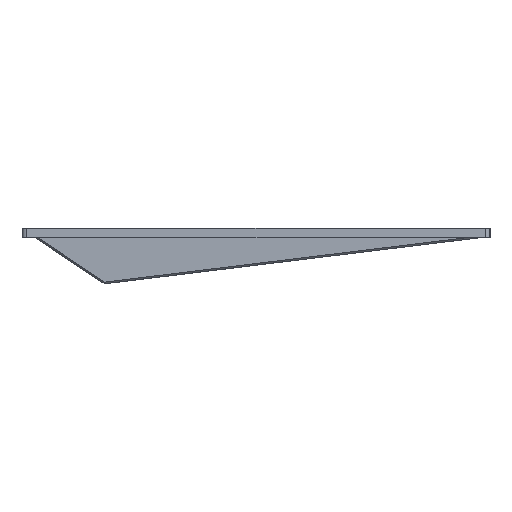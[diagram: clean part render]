
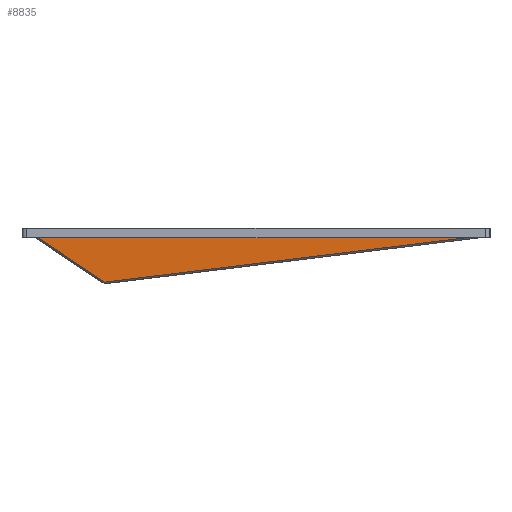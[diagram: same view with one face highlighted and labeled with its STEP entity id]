
A CAD part, left-side view. The second image highlights one B-rep face of the part: STEP entity #8835.
In plain terms, the highlighted planar face has unit normal (-1, 0, 0).
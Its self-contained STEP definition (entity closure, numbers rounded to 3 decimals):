
#695=PLANE('',#9190);
#1118=FACE_OUTER_BOUND('',#1615,.T.);
#1615=EDGE_LOOP('',(#7535,#7536,#7537));
#2361=LINE('',#16003,#3211);
#2365=LINE('',#16010,#3215);
#2374=LINE('',#16027,#3224);
#3211=VECTOR('',#10273,10.);
#3215=VECTOR('',#10279,10.);
#3224=VECTOR('',#10296,10.);
#4317=VERTEX_POINT('',#15996);
#4319=VERTEX_POINT('',#16001);
#4320=VERTEX_POINT('',#16006);
#5449=EDGE_CURVE('',#4319,#4317,#2361,.T.);
#5453=EDGE_CURVE('',#4317,#4320,#2365,.T.);
#5462=EDGE_CURVE('',#4319,#4320,#2374,.T.);
#7535=ORIENTED_EDGE('',*,*,#5453,.F.);
#7536=ORIENTED_EDGE('',*,*,#5449,.F.);
#7537=ORIENTED_EDGE('',*,*,#5462,.T.);
#8835=ADVANCED_FACE('',(#1118),#695,.F.);
#9190=AXIS2_PLACEMENT_3D('',#16026,#10294,#10295);
#10273=DIRECTION('',(0.,0.993,-0.122));
#10279=DIRECTION('',(0.,0.832,0.555));
#10294=DIRECTION('center_axis',(1.,0.,0.));
#10295=DIRECTION('ref_axis',(0.,1.,0.));
#10296=DIRECTION('',(0.,1.,0.));
#15996=CARTESIAN_POINT('',(-33.604,135.838,-29.697));
#16001=CARTESIAN_POINT('',(-33.604,3.923,-13.5));
#16003=CARTESIAN_POINT('',(-33.604,0.555,-13.086));
#16006=CARTESIAN_POINT('',(-33.604,160.112,-13.5));
#16010=CARTESIAN_POINT('',(-33.604,86.489,-62.627));
#16026=CARTESIAN_POINT('Origin',(-33.604,-1.,-38.));
#16027=CARTESIAN_POINT('',(-33.604,161.193,-13.5));
